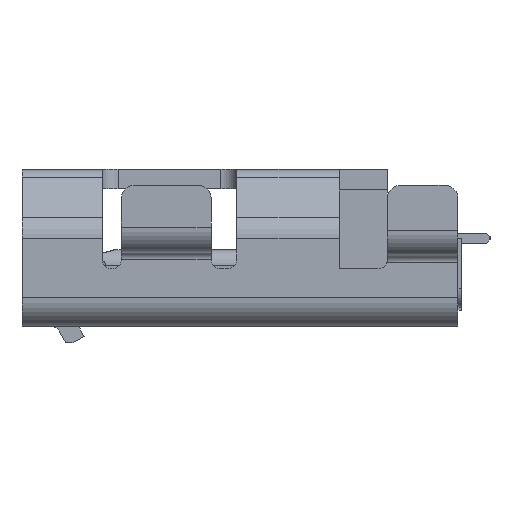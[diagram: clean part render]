
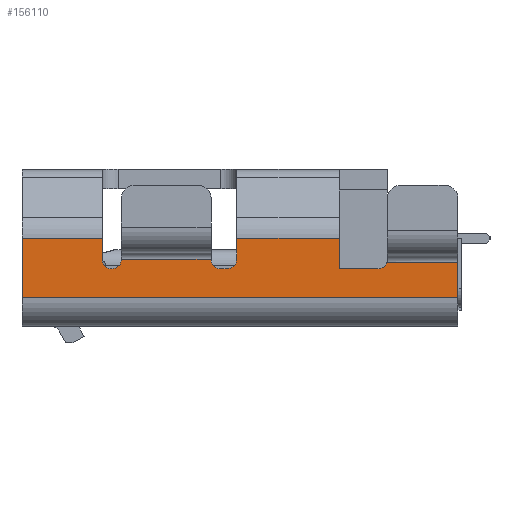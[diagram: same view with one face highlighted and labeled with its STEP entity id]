
A CAD part, front view. The second image highlights one B-rep face of the part: STEP entity #156110.
In plain terms, the highlighted face is planar.
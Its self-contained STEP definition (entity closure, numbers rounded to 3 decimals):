
#149360=CARTESIAN_POINT('',(-3.75,2.15,-0.315));
#149370=VERTEX_POINT('',#149360);
#149400=CARTESIAN_POINT('',(-3.75,2.15,-0.165));
#149410=DIRECTION('',(-1.,0.,0.));
#149420=DIRECTION('',(0.,-0.,1.));
#149430=AXIS2_PLACEMENT_3D('',#149400,#149410,#149420);
#149440=CIRCLE('',#149430,0.15);
#149450=CARTESIAN_POINT('',(-3.75,2.3,-0.165));
#149460=VERTEX_POINT('',#149450);
#149470=EDGE_CURVE('',#149460,#149370,#149440,.T.);
#149680=CARTESIAN_POINT('',(-3.75,3.7,-0.165));
#149690=VERTEX_POINT('',#149680);
#149720=CARTESIAN_POINT('',(-3.75,3.85,-0.165));
#149730=DIRECTION('',(1.,0.,0.));
#149740=DIRECTION('',(0.,0.,-1.));
#149750=AXIS2_PLACEMENT_3D('',#149720,#149730,#149740);
#149760=CIRCLE('',#149750,0.15);
#149770=CARTESIAN_POINT('',(-3.75,3.85,-0.315));
#149780=VERTEX_POINT('',#149770);
#149790=EDGE_CURVE('',#149690,#149780,#149760,.T.);
#153700=CARTESIAN_POINT('',(-3.75,2.325,-0.165));
#153710=DIRECTION('',(0.,1.,-0.));
#153720=VECTOR('',#153710,1.);
#153730=LINE('',#153700,#153720);
#153740=EDGE_CURVE('',#149460,#149690,#153730,.T.);
#154130=CARTESIAN_POINT('',(-3.75,4.,-0.165));
#154140=VERTEX_POINT('',#154130);
#154170=CARTESIAN_POINT('',(-3.75,4.,-1.215));
#154180=DIRECTION('',(0.,0.,-1.));
#154190=VECTOR('',#154180,1.);
#154200=LINE('',#154170,#154190);
#154210=CARTESIAN_POINT('',(-3.75,4.,0.159));
#154220=VERTEX_POINT('',#154210);
#154230=EDGE_CURVE('',#154220,#154140,#154200,.T.);
#154920=CARTESIAN_POINT('',(-3.75,3.85,-0.165));
#154930=DIRECTION('',(-1.,0.,0.));
#154940=DIRECTION('',(0.,-0.,1.));
#154950=AXIS2_PLACEMENT_3D('',#154920,#154930,#154940);
#154960=CIRCLE('',#154950,0.15);
#154970=EDGE_CURVE('',#154140,#149780,#154960,.T.);
#155030=CARTESIAN_POINT('',(-3.75,2.1,-0.303));
#155040=DIRECTION('',(-1.,0.,0.));
#155050=DIRECTION('',(0.,-0.,1.));
#155060=AXIS2_PLACEMENT_3D('',#155030,#155040,#155050);
#155070=PLANE('',#155060);
#155080=CARTESIAN_POINT('',(-3.75,2.325,-0.315));
#155090=DIRECTION('',(0.,-1.,0.));
#155100=VECTOR('',#155090,1.);
#155110=LINE('',#155080,#155100);
#155120=CARTESIAN_POINT('',(-3.75,0.3,-0.315));
#155130=VERTEX_POINT('',#155120);
#155140=CARTESIAN_POINT('',(-3.75,-0.3,-0.315)
);
#155150=VERTEX_POINT('',#155140);
#155160=EDGE_CURVE('',#155130,#155150,#155110,.T.);
#155170=ORIENTED_EDGE('',*,*,#155160,.F.);
#155180=CARTESIAN_POINT('',(-3.75,-0.3,-0.165)
);
#155190=DIRECTION('',(1.,0.,0.));
#155200=DIRECTION('',(0.,0.,-1.));
#155210=AXIS2_PLACEMENT_3D('',#155180,#155190,#155200);
#155220=CIRCLE('',#155210,0.15);
#155230=CARTESIAN_POINT('',(-3.75,-0.441,-0.215));
#155240=VERTEX_POINT('',#155230);
#155250=EDGE_CURVE('',#155240,#155150,#155220,.T.);
#155260=ORIENTED_EDGE('',*,*,#155250,.T.);
#155270=CARTESIAN_POINT('',(-3.75,2.325,-0.215));
#155280=DIRECTION('',(0.,-1.,0.));
#155290=VECTOR('',#155280,1.);
#155300=LINE('',#155270,#155290);
#155310=CARTESIAN_POINT('',(-3.75,-1.55,-0.215));
#155320=VERTEX_POINT('',#155310);
#155330=EDGE_CURVE('',#155240,#155320,#155300,.T.);
#155340=ORIENTED_EDGE('',*,*,#155330,.F.);
#155350=CARTESIAN_POINT('',(-3.75,-1.55,-1.215));
#155360=DIRECTION('',(0.,-0.,1.));
#155370=VECTOR('',#155360,1.);
#155380=LINE('',#155350,#155370);
#155390=CARTESIAN_POINT('',(-3.75,-1.55,-0.765));
#155400=VERTEX_POINT('',#155390);
#155410=EDGE_CURVE('',#155400,#155320,#155380,.T.);
#155420=ORIENTED_EDGE('',*,*,#155410,.T.);
#155430=CARTESIAN_POINT('',(-3.75,-1.05,-0.765));
#155440=DIRECTION('',(0.,-1.,0.));
#155450=VECTOR('',#155440,1.);
#155460=LINE('',#155430,#155450);
#155470=CARTESIAN_POINT('',(-3.75,5.25,-0.765));
#155480=VERTEX_POINT('',#155470);
#155490=EDGE_CURVE('',#155480,#155400,#155460,.T.);
#155500=ORIENTED_EDGE('',*,*,#155490,.T.);
#155510=CARTESIAN_POINT('',(-3.75,5.25,-1.215));
#155520=DIRECTION('',(0.,0.,-1.));
#155530=VECTOR('',#155520,1.);
#155540=LINE('',#155510,#155530);
#155550=CARTESIAN_POINT('',(-3.75,5.25,0.159));
#155560=VERTEX_POINT('',#155550);
#155570=EDGE_CURVE('',#155560,#155480,#155540,.T.);
#155580=ORIENTED_EDGE('',*,*,#155570,.T.);
#155590=CARTESIAN_POINT('',(-3.75,1.1,0.159));
#155600=DIRECTION('',(0.,-1.,0.));
#155610=VECTOR('',#155600,1.);
#155620=LINE('',#155590,#155610);
#155630=EDGE_CURVE('',#155560,#154220,#155620,.T.);
#155640=ORIENTED_EDGE('',*,*,#155630,.F.);
#155650=ORIENTED_EDGE('',*,*,#154230,.F.);
#155660=ORIENTED_EDGE('',*,*,#154970,.F.);
#155670=ORIENTED_EDGE('',*,*,#149790,.T.);
#155680=ORIENTED_EDGE('',*,*,#153740,.T.);
#155690=ORIENTED_EDGE('',*,*,#149470,.F.);
#155700=CARTESIAN_POINT('',(-3.75,2.325,-0.315));
#155710=DIRECTION('',(0.,-1.,0.));
#155720=VECTOR('',#155710,1.);
#155730=LINE('',#155700,#155720);
#155740=CARTESIAN_POINT('',(-3.75,2.05,-0.315));
#155750=VERTEX_POINT('',#155740);
#155760=EDGE_CURVE('',#149370,#155750,#155730,.T.);
#155770=ORIENTED_EDGE('',*,*,#155760,.F.);
#155780=CARTESIAN_POINT('',(-3.75,2.05,-0.165));
#155790=DIRECTION('',(1.,0.,0.));
#155800=DIRECTION('',(0.,0.,-1.));
#155810=AXIS2_PLACEMENT_3D('',#155780,#155790,#155800);
#155820=CIRCLE('',#155810,0.15);
#155830=CARTESIAN_POINT('',(-3.75,1.9,-0.165));
#155840=VERTEX_POINT('',#155830);
#155850=EDGE_CURVE('',#155840,#155750,#155820,.T.);
#155860=ORIENTED_EDGE('',*,*,#155850,.T.);
#155870=CARTESIAN_POINT('',(-3.75,1.9,-1.215));
#155880=DIRECTION('',(0.,-0.,1.));
#155890=VECTOR('',#155880,1.);
#155900=LINE('',#155870,#155890);
#155910=CARTESIAN_POINT('',(-3.75,1.9,0.159));
#155920=VERTEX_POINT('',#155910);
#155930=EDGE_CURVE('',#155840,#155920,#155900,.T.);
#155940=ORIENTED_EDGE('',*,*,#155930,.F.);
#155950=CARTESIAN_POINT('',(-3.75,1.1,0.159));
#155960=DIRECTION('',(0.,-1.,0.));
#155970=VECTOR('',#155960,1.);
#155980=LINE('',#155950,#155970);
#155990=CARTESIAN_POINT('',(-3.75,0.3,0.159));
#156000=VERTEX_POINT('',#155990);
#156010=EDGE_CURVE('',#155920,#156000,#155980,.T.);
#156020=ORIENTED_EDGE('',*,*,#156010,.F.);
#156030=CARTESIAN_POINT('',(-3.75,0.3,-1.215));
#156040=DIRECTION('',(0.,0.,-1.));
#156050=VECTOR('',#156040,1.);
#156060=LINE('',#156030,#156050);
#156070=EDGE_CURVE('',#156000,#155130,#156060,.T.);
#156080=ORIENTED_EDGE('',*,*,#156070,.F.);
#156090=EDGE_LOOP('',(#156080,#156020,#155940,#155860,#155770,#155690,
#155680,#155670,#155660,#155650,#155640,#155580,#155500,#155420,#155340,
#155260,#155170));
#156100=FACE_OUTER_BOUND('',#156090,.T.);
#156110=ADVANCED_FACE('',(#156100),#155070,.T.);
